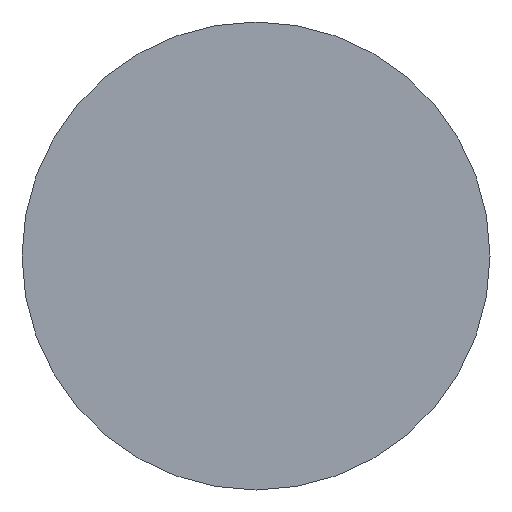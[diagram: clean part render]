
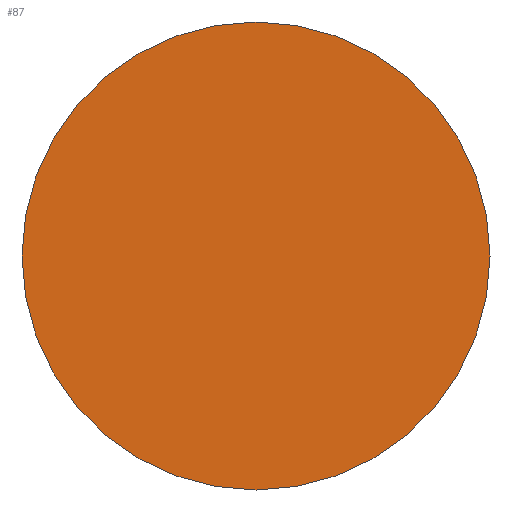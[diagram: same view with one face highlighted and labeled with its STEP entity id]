
A CAD part, left-side view. The second image highlights one B-rep face of the part: STEP entity #87.
In plain terms, the highlighted planar face has unit normal (-1, 0, 0).
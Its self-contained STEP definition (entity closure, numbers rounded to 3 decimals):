
#4 = ORIENTED_EDGE ( 'NONE', *, *, #162, .T. ) ;
#9 = DIRECTION ( 'NONE',  ( -1., 0., 0. ) ) ;
#20 = CIRCLE ( 'NONE', #111, 6.35 ) ;
#24 = DIRECTION ( 'NONE',  ( -1., 0., 0. ) ) ;
#28 = DIRECTION ( 'NONE',  ( 0., 0., 1. ) ) ;
#38 = CARTESIAN_POINT ( 'NONE',  ( 47.745, 28.478, 6.35 ) ) ;
#47 = VERTEX_POINT ( 'NONE', #38 ) ;
#51 = DIRECTION ( 'NONE',  ( 0., 0., 1. ) ) ;
#53 = CARTESIAN_POINT ( 'NONE',  ( 47.745, 28.478, 0. ) ) ;
#57 = EDGE_LOOP ( 'NONE', ( #81, #4 ) ) ;
#62 = FACE_OUTER_BOUND ( 'NONE', #57, .T. ) ;
#75 = AXIS2_PLACEMENT_3D ( 'NONE', #53, #151, #118 ) ;
#80 = CARTESIAN_POINT ( 'NONE',  ( 47.745, 28.478, 0. ) ) ;
#81 = ORIENTED_EDGE ( 'NONE', *, *, #109, .T. ) ;
#82 = CARTESIAN_POINT ( 'NONE',  ( 47.745, 28.478, 0. ) ) ;
#87 = ADVANCED_FACE ( 'NONE', ( #62 ), #128, .F. ) ;
#97 = AXIS2_PLACEMENT_3D ( 'NONE', #82, #9, #28 ) ;
#107 = CIRCLE ( 'NONE', #97, 6.35 ) ;
#109 = EDGE_CURVE ( 'NONE', #47, #172, #20, .T. ) ;
#111 = AXIS2_PLACEMENT_3D ( 'NONE', #80, #24, #51 ) ;
#118 = DIRECTION ( 'NONE',  ( 0., 0., -1. ) ) ;
#121 = CARTESIAN_POINT ( 'NONE',  ( 47.745, 28.478, -6.35 ) ) ;
#128 = PLANE ( 'NONE',  #75 ) ;
#151 = DIRECTION ( 'NONE',  ( 1., 0., 0. ) ) ;
#162 = EDGE_CURVE ( 'NONE', #172, #47, #107, .T. ) ;
#172 = VERTEX_POINT ( 'NONE', #121 ) ;
